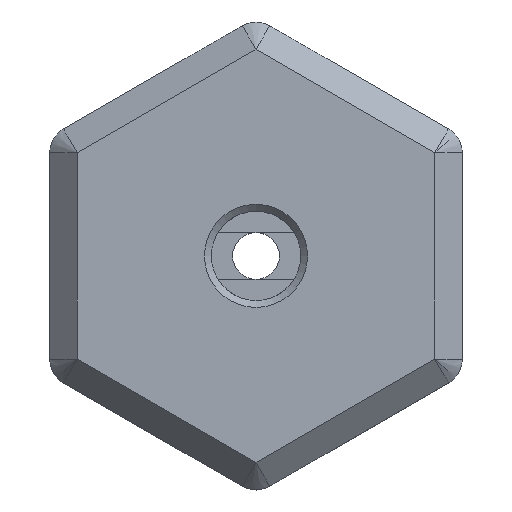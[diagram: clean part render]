
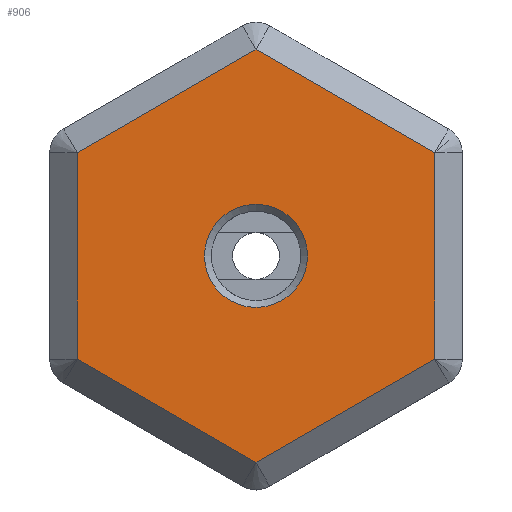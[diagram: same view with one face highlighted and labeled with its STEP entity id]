
A CAD part, top view. The second image highlights one B-rep face of the part: STEP entity #906.
In plain terms, the highlighted planar face has unit normal (0, 0, 1).
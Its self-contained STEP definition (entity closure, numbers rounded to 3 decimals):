
#32=CIRCLE('',#989,3.75);
#60=FACE_BOUND('',#153,.T.);
#91=FACE_OUTER_BOUND('',#152,.T.);
#152=EDGE_LOOP('',(#704,#705,#706,#707,#708,#709));
#153=EDGE_LOOP('',(#710));
#245=LINE('',#1452,#348);
#246=LINE('',#1454,#349);
#247=LINE('',#1456,#350);
#248=LINE('',#1458,#351);
#249=LINE('',#1460,#352);
#250=LINE('',#1461,#353);
#348=VECTOR('',#1178,10.);
#349=VECTOR('',#1179,10.);
#350=VECTOR('',#1180,10.);
#351=VECTOR('',#1181,10.);
#352=VECTOR('',#1182,10.);
#353=VECTOR('',#1183,10.);
#432=VERTEX_POINT('',#1444);
#434=VERTEX_POINT('',#1450);
#435=VERTEX_POINT('',#1451);
#436=VERTEX_POINT('',#1453);
#437=VERTEX_POINT('',#1455);
#438=VERTEX_POINT('',#1457);
#439=VERTEX_POINT('',#1459);
#528=EDGE_CURVE('',#432,#432,#32,.T.);
#531=EDGE_CURVE('',#434,#435,#245,.T.);
#532=EDGE_CURVE('',#436,#434,#246,.T.);
#533=EDGE_CURVE('',#437,#436,#247,.T.);
#534=EDGE_CURVE('',#438,#437,#248,.T.);
#535=EDGE_CURVE('',#439,#438,#249,.T.);
#536=EDGE_CURVE('',#435,#439,#250,.T.);
#704=ORIENTED_EDGE('',*,*,#531,.F.);
#705=ORIENTED_EDGE('',*,*,#532,.F.);
#706=ORIENTED_EDGE('',*,*,#533,.F.);
#707=ORIENTED_EDGE('',*,*,#534,.F.);
#708=ORIENTED_EDGE('',*,*,#535,.F.);
#709=ORIENTED_EDGE('',*,*,#536,.F.);
#710=ORIENTED_EDGE('',*,*,#528,.F.);
#857=PLANE('',#991);
#906=ADVANCED_FACE('',(#91,#60),#857,.T.);
#989=AXIS2_PLACEMENT_3D('',#1445,#1171,#1172);
#991=AXIS2_PLACEMENT_3D('',#1449,#1176,#1177);
#1171=DIRECTION('center_axis',(0.,0.,1.));
#1172=DIRECTION('ref_axis',(1.,0.,0.));
#1176=DIRECTION('center_axis',(0.,0.,1.));
#1177=DIRECTION('ref_axis',(1.,0.,0.));
#1178=DIRECTION('',(0.866,-0.5,0.));
#1179=DIRECTION('',(0.866,0.5,0.));
#1180=DIRECTION('',(0.,1.,0.));
#1181=DIRECTION('',(-0.866,0.5,0.));
#1182=DIRECTION('',(-0.866,-0.5,0.));
#1183=DIRECTION('',(0.,-1.,0.));
#1444=CARTESIAN_POINT('',(-3.75,0.,5.5));
#1445=CARTESIAN_POINT('Origin',(0.,0.,5.5));
#1449=CARTESIAN_POINT('Origin',(0.,0.,5.5));
#1450=CARTESIAN_POINT('',(0.,15.011,5.5));
#1451=CARTESIAN_POINT('',(13.,7.506,5.5));
#1452=CARTESIAN_POINT('',(10.25,9.093,5.5));
#1453=CARTESIAN_POINT('',(-13.,7.506,5.5));
#1454=CARTESIAN_POINT('',(-2.75,13.423,5.5));
#1455=CARTESIAN_POINT('',(-13.,-7.506,5.5));
#1456=CARTESIAN_POINT('',(-13.,4.33,5.5));
#1457=CARTESIAN_POINT('',(0.,-15.011,5.5));
#1458=CARTESIAN_POINT('',(-10.25,-9.093,5.5));
#1459=CARTESIAN_POINT('',(13.,-7.506,5.5));
#1460=CARTESIAN_POINT('',(2.75,-13.423,5.5));
#1461=CARTESIAN_POINT('',(13.,-4.33,5.5));
